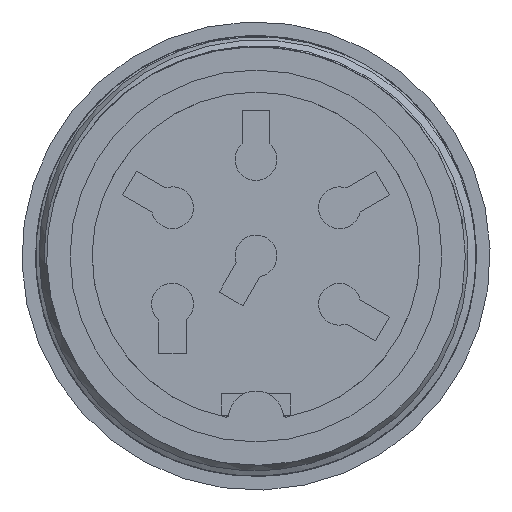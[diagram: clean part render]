
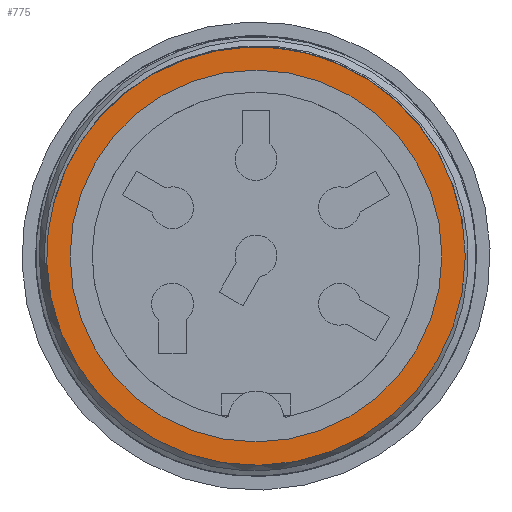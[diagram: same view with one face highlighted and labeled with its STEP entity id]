
A CAD part, front view. The second image highlights one B-rep face of the part: STEP entity #775.
In plain terms, the highlighted planar face has unit normal (0, -1, 0).
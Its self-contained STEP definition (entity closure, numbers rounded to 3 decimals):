
#775=ADVANCED_FACE('',(#923,#924),#852,.T.);
#852=PLANE('',#1919);
#923=FACE_BOUND('',#985,.T.);
#924=FACE_BOUND('',#986,.T.);
#985=EDGE_LOOP('',(#1124));
#986=EDGE_LOOP('',(#1125,#1126));
#1124=ORIENTED_EDGE('',*,*,#1633,.T.);
#1125=ORIENTED_EDGE('',*,*,#1634,.F.);
#1126=ORIENTED_EDGE('',*,*,#1635,.F.);
#1487=VERTEX_POINT('',#2619);
#1488=VERTEX_POINT('',#2621);
#1489=VERTEX_POINT('',#2622);
#1633=EDGE_CURVE('',#1487,#1487,#1822,.T.);
#1634=EDGE_CURVE('',#1488,#1489,#1823,.T.);
#1635=EDGE_CURVE('',#1489,#1488,#1824,.T.);
#1822=CIRCLE('',#1916,6.75);
#1823=CIRCLE('',#1917,7.6);
#1824=CIRCLE('',#1918,7.6);
#1916=AXIS2_PLACEMENT_3D('',#2618,#2116,#2117);
#1917=AXIS2_PLACEMENT_3D('',#2620,#2118,#2119);
#1918=AXIS2_PLACEMENT_3D('',#2623,#2120,#2121);
#1919=AXIS2_PLACEMENT_3D('',#2624,#2122,#2123);
#2116=DIRECTION('',(0.,1.,0.));
#2117=DIRECTION('',(0.,0.,-1.));
#2118=DIRECTION('',(0.,1.,0.));
#2119=DIRECTION('',(-0.999,0.,-0.033));
#2120=DIRECTION('',(0.,1.,0.));
#2121=DIRECTION('',(-0.999,0.,-0.033));
#2122=DIRECTION('',(0.,-1.,0.));
#2123=DIRECTION('',(-0.033,0.,0.999));
#2618=CARTESIAN_POINT('',(0.,5.,0.));
#2619=CARTESIAN_POINT('',(0.,5.,-6.75));
#2620=CARTESIAN_POINT('',(0.,5.,0.));
#2621=CARTESIAN_POINT('',(-7.596,5.,-0.254));
#2622=CARTESIAN_POINT('',(-5.68,5.,5.049));
#2623=CARTESIAN_POINT('',(0.,5.,0.));
#2624=CARTESIAN_POINT('',(8.634,5.,-8.076));
